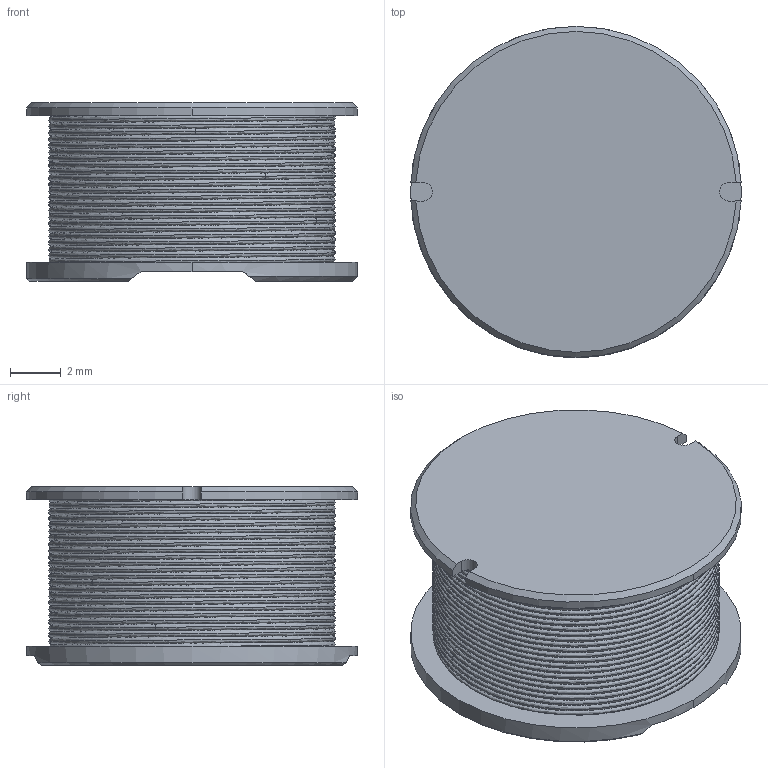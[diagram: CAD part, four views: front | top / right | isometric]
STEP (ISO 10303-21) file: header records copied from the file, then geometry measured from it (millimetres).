
FILE_DESCRIPTION(('FreeCAD Model'),'2;1');
FILE_NAME('User Library-sdr1307.step', '2020-01-25T16:37:27',('kicad StepUp'),('ksu MCAD'), 'Open CASCADE STEP processor 7.3','FreeCAD','Unknown');
FILE_SCHEMA(('AUTOMOTIVE_DESIGN { 1 0 10303 214 1 1 1 1 }'));
Length unit declared in the file: millimetre
Products named in the file (1): User_Library-sdr1307
Bounding box: 13 x 13 x 7 mm (x, y, z)
Volume: 181.3 mm3; surface area: 1184.7 mm2
Topology: 1 solids, 1 shells, 41 faces, 99 edges, 62 vertices
Faces by surface type: bspline 14, plane 12, cylinder 11, cone 4
Entity records: 12157 total; most frequent: CARTESIAN_POINT 11005, ORIENTED_EDGE 198, DIRECTION 143, EDGE_CURVE 99, VERTEX_POINT 62, AXIS2_PLACEMENT_3D 58, FACE_BOUND 43, EDGE_LOOP 43
